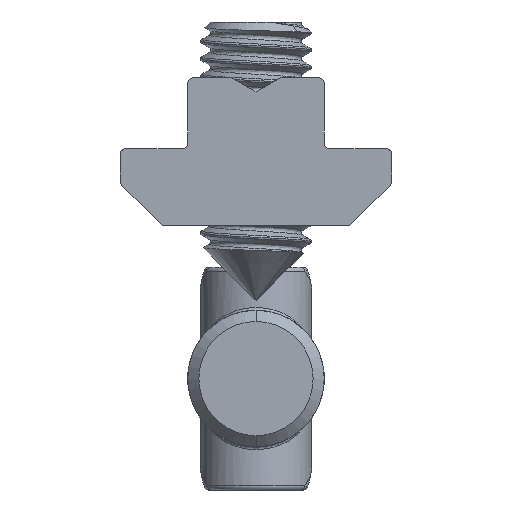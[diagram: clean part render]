
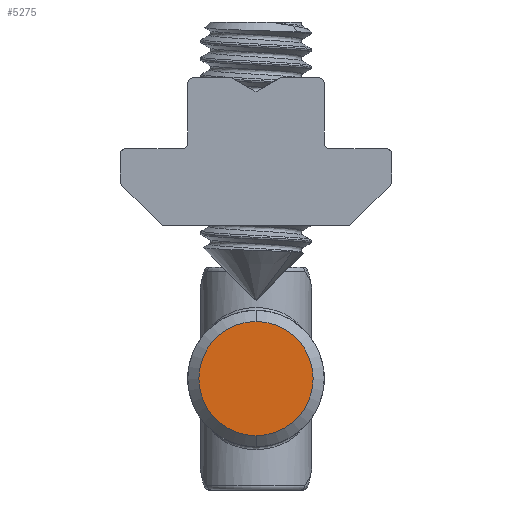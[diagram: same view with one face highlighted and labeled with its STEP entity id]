
A CAD part, front view. The second image highlights one B-rep face of the part: STEP entity #5275.
In plain terms, the highlighted planar face has unit normal (0, -1, 0).
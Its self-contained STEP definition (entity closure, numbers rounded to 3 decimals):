
#1552 = DIRECTION ( 'NONE',  ( 0., -1., 0. ) ) ;
#1588 = CARTESIAN_POINT ( 'NONE',  ( 0., 0., 0. ) ) ;
#2476 = PLANE ( 'NONE',  #12129 ) ;
#3210 = CIRCLE ( 'NONE', #8463, 4.1 ) ;
#4461 = DIRECTION ( 'NONE',  ( 0., 0., -1. ) ) ;
#4731 = EDGE_CURVE ( 'NONE', #5195, #9040, #5166, .T. ) ;
#5166 = CIRCLE ( 'NONE', #15275, 4.1 ) ;
#5195 = VERTEX_POINT ( 'NONE', #5998 ) ;
#5275 = ADVANCED_FACE ( 'NONE', ( #9236 ), #2476, .T. ) ;
#5998 = CARTESIAN_POINT ( 'NONE',  ( 0., 0., 4.1 ) ) ;
#6048 = DIRECTION ( 'NONE',  ( 0., 0., -1. ) ) ;
#6191 = CARTESIAN_POINT ( 'NONE',  ( 0., 0., 0. ) ) ;
#6458 = CARTESIAN_POINT ( 'NONE',  ( 0., 0., 0. ) ) ;
#7341 = EDGE_LOOP ( 'NONE', ( #15059, #11613 ) ) ;
#8463 = AXIS2_PLACEMENT_3D ( 'NONE', #6458, #11552, #4461 ) ;
#8785 = EDGE_CURVE ( 'NONE', #9040, #5195, #3210, .T. ) ;
#9040 = VERTEX_POINT ( 'NONE', #14892 ) ;
#9236 = FACE_OUTER_BOUND ( 'NONE', #7341, .T. ) ;
#11159 = DIRECTION ( 'NONE',  ( 0., 0., -1. ) ) ;
#11552 = DIRECTION ( 'NONE',  ( 0., -1., 0. ) ) ;
#11613 = ORIENTED_EDGE ( 'NONE', *, *, #8785, .T. ) ;
#12129 = AXIS2_PLACEMENT_3D ( 'NONE', #6191, #14695, #6048 ) ;
#14695 = DIRECTION ( 'NONE',  ( 0., -1., 0. ) ) ;
#14892 = CARTESIAN_POINT ( 'NONE',  ( 0., 0., -4.1 ) ) ;
#15059 = ORIENTED_EDGE ( 'NONE', *, *, #4731, .T. ) ;
#15275 = AXIS2_PLACEMENT_3D ( 'NONE', #1588, #1552, #11159 ) ;
